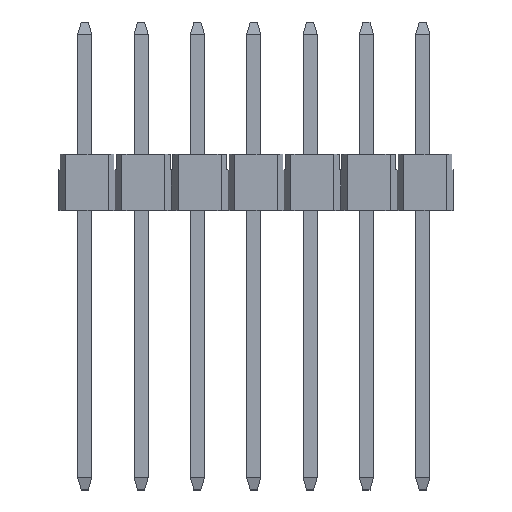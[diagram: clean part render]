
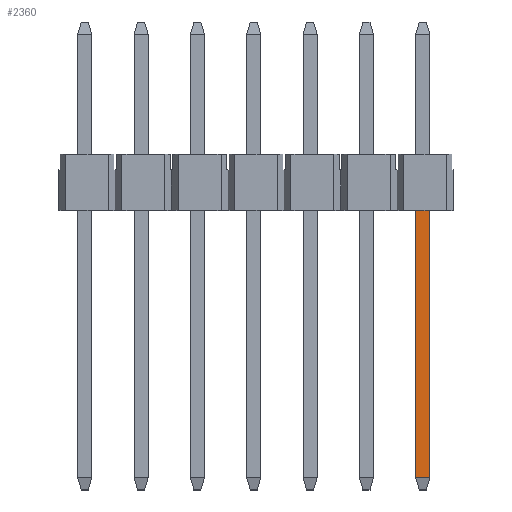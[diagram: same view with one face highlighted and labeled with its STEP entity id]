
A CAD part, top view. The second image highlights one B-rep face of the part: STEP entity #2360.
In plain terms, the highlighted planar face has unit normal (0, 0, 1).
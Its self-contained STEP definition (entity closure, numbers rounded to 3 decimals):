
#1588=EDGE_CURVE('',#2136,#2842,#3789,.T.);
#1764=VERTEX_POINT('',#3986);
#1780=EDGE_CURVE('',#1764,#2842,#4003,.T.);
#2136=VERTEX_POINT('',#4402);
#2360=ADVANCED_FACE('',(#4654),#4655,.T.);
#2400=EDGE_CURVE('',#2136,#2924,#4699,.T.);
#2842=VERTEX_POINT('',#5189);
#2924=VERTEX_POINT('',#5275);
#3106=EDGE_CURVE('',#2924,#1764,#5468,.T.);
#3789=LINE('',#6411,#6412);
#3986=CARTESIAN_POINT('',(7.94,-14.594,0.32));
#4003=LINE('',#6697,#6698);
#4402=CARTESIAN_POINT('',(7.3,-2.54,0.32));
#4654=FACE_OUTER_BOUND('',#7601,.T.);
#4655=PLANE('',#7602);
#4699=LINE('',#7669,#7670);
#5189=CARTESIAN_POINT('',(7.94,-2.54,0.32));
#5275=CARTESIAN_POINT('',(7.3,-14.594,0.32));
#5468=LINE('',#8824,#8825);
#6411=CARTESIAN_POINT('',(-0.2,-2.54,0.32));
#6412=VECTOR('',#9549,1.0);
#6697=CARTESIAN_POINT('',(7.94,-14.594,0.32));
#6698=VECTOR('',#9767,1.0);
#7601=EDGE_LOOP('',(#10505,#10506,#10507,#10508));
#7602=AXIS2_PLACEMENT_3D('',#10509,#10510,#10511);
#7669=CARTESIAN_POINT('',(7.3,-4.59,0.32));
#7670=VECTOR('',#10557,1.0);
#8824=CARTESIAN_POINT('',(7.12,-14.594,0.32));
#8825=VECTOR('',#11288,1.0);
#9549=DIRECTION('',(1.0,0.,0.));
#9767=DIRECTION('',(0.,1.0,0.));
#10505=ORIENTED_EDGE('',*,*,#1588,.F.);
#10506=ORIENTED_EDGE('',*,*,#2400,.T.);
#10507=ORIENTED_EDGE('',*,*,#3106,.T.);
#10508=ORIENTED_EDGE('',*,*,#1780,.T.);
#10509=CARTESIAN_POINT('',(7.12,-14.594,0.32));
#10510=DIRECTION('',(0.,0.,1.0));
#10511=DIRECTION('',(0.,-1.0,0.));
#10557=DIRECTION('',(0.,-1.0,0.));
#11288=DIRECTION('',(1.0,0.,0.));
